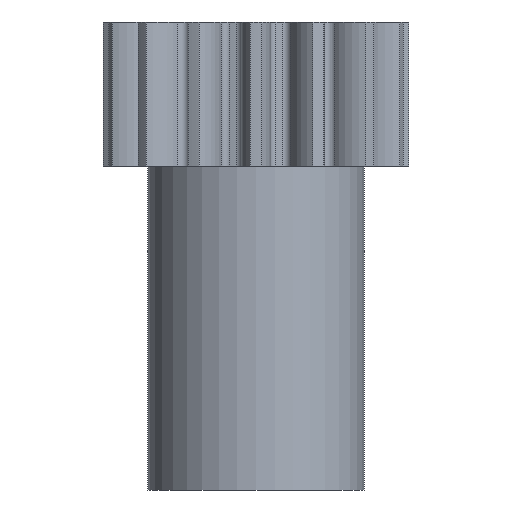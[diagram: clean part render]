
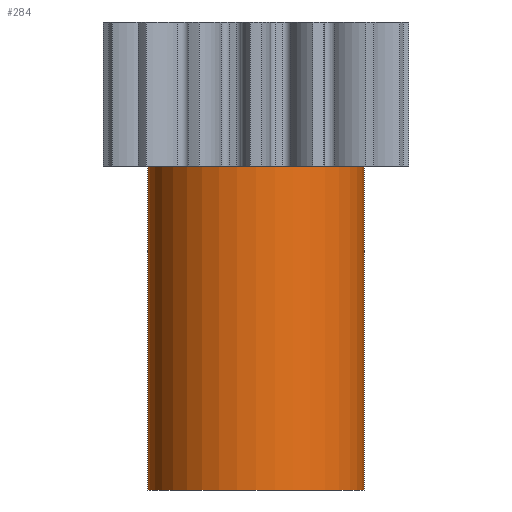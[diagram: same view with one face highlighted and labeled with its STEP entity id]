
A CAD part, front view. The second image highlights one B-rep face of the part: STEP entity #284.
In plain terms, the highlighted cylindrical face has radius 6 mm (diameter 12 mm), a partial arc.
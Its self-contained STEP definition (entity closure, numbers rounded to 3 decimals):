
#143 = ORIENTED_EDGE ( 'NONE', *, *, #3566, .F. ) ;
#152 = EDGE_LOOP ( 'NONE', ( #143, #278, #282, #281 ) ) ;
#269 = EDGE_CURVE ( 'NONE', #3367, #3524, #686, .T. ) ;
#278 = ORIENTED_EDGE ( 'NONE', *, *, #269, .T. ) ;
#281 = ORIENTED_EDGE ( 'NONE', *, *, #2877, .F. ) ;
#282 = ORIENTED_EDGE ( 'NONE', *, *, #3462, .T. ) ;
#284 = ADVANCED_FACE ( 'NONE', ( #747 ), #738, .T. ) ;
#686 = CIRCLE ( 'NONE', #746, 6. ) ;
#730 = DIRECTION ( 'NONE',  ( 1., 0., 0. ) ) ;
#731 = DIRECTION ( 'NONE',  ( 0., 0., 1. ) ) ;
#732 = CARTESIAN_POINT ( 'NONE',  ( 0., 0., -18. ) ) ;
#738 = CYLINDRICAL_SURFACE ( 'NONE', #742, 6. ) ;
#742 = AXIS2_PLACEMENT_3D ( 'NONE', #732, #731, #730 ) ;
#743 = DIRECTION ( 'NONE',  ( 1., 0., 0. ) ) ;
#744 = DIRECTION ( 'NONE',  ( 0., 0., 1. ) ) ;
#745 = CARTESIAN_POINT ( 'NONE',  ( 0., 0., -18. ) ) ;
#746 = AXIS2_PLACEMENT_3D ( 'NONE', #745, #744, #743 ) ;
#747 = FACE_OUTER_BOUND ( 'NONE', #152, .T. ) ;
#1017 = CARTESIAN_POINT ( 'NONE',  ( 0., 0., 0. ) ) ;
#1021 = DIRECTION ( 'NONE',  ( 0., 0., 1. ) ) ;
#1075 = DIRECTION ( 'NONE',  ( 1., 0., 0. ) ) ;
#1076 = AXIS2_PLACEMENT_3D ( 'NONE', #1017, #1021, #1075 ) ;
#1077 = CIRCLE ( 'NONE', #1076, 6. ) ;
#1950 = CARTESIAN_POINT ( 'NONE',  ( -6., 0., -18. ) ) ;
#1994 = DIRECTION ( 'NONE',  ( 0., 0., 1. ) ) ;
#1995 = VECTOR ( 'NONE', #1994, 1000. ) ;
#1996 = CARTESIAN_POINT ( 'NONE',  ( 6., 0., -18. ) ) ;
#2003 = LINE ( 'NONE', #1996, #1995 ) ;
#2257 = CARTESIAN_POINT ( 'NONE',  ( 6., 0., -18. ) ) ;
#2292 = VECTOR ( 'NONE', #2296, 1000. ) ;
#2296 = DIRECTION ( 'NONE',  ( 0., 0., 1. ) ) ;
#2297 = CARTESIAN_POINT ( 'NONE',  ( -6., 0., -18. ) ) ;
#2298 = LINE ( 'NONE', #2297, #2292 ) ;
#2321 = CARTESIAN_POINT ( 'NONE',  ( -6., 0., 0. ) ) ;
#2388 = CARTESIAN_POINT ( 'NONE',  ( 6., 0., 0. ) ) ;
#2877 = EDGE_CURVE ( 'NONE', #3601, #3539, #1077, .T. ) ;
#3367 = VERTEX_POINT ( 'NONE', #1950 ) ;
#3462 = EDGE_CURVE ( 'NONE', #3524, #3539, #2003, .T. ) ;
#3524 = VERTEX_POINT ( 'NONE', #2257 ) ;
#3539 = VERTEX_POINT ( 'NONE', #2388 ) ;
#3566 = EDGE_CURVE ( 'NONE', #3367, #3601, #2298, .T. ) ;
#3601 = VERTEX_POINT ( 'NONE', #2321 ) ;
